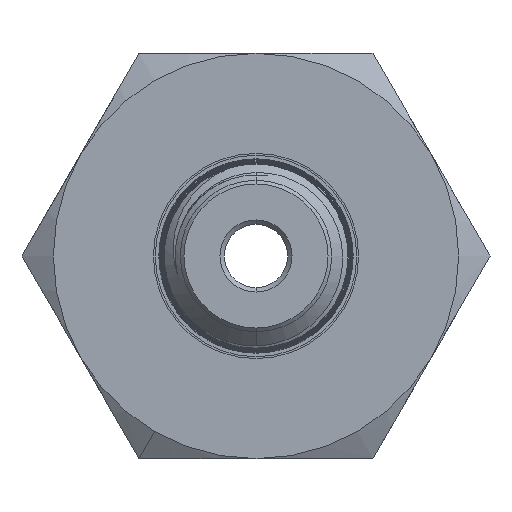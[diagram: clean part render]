
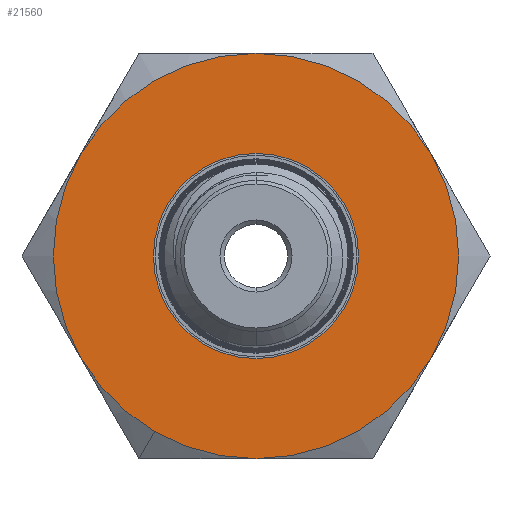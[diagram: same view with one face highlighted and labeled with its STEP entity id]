
A CAD part, left-side view. The second image highlights one B-rep face of the part: STEP entity #21560.
In plain terms, the highlighted planar face has unit normal (-1, 0, 0).
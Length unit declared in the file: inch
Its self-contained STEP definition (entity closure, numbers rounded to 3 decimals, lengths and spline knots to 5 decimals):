
#121 = DIRECTION ( 'NONE',  ( -1., 0., 0. ) ) ;
#233 = CARTESIAN_POINT ( 'NONE',  ( -0.47225, 0., 0. ) ) ;
#431 = CARTESIAN_POINT ( 'NONE',  ( -0.47225, 0., 0. ) ) ;
#528 = CIRCLE ( 'NONE', #6036, 0.5625 ) ;
#659 = CARTESIAN_POINT ( 'NONE',  ( -0.47225, 0., 0. ) ) ;
#1094 = PLANE ( 'NONE',  #2658 ) ;
#1108 = EDGE_CURVE ( 'NONE', #5183, #12192, #20726, .T. ) ;
#1795 = VERTEX_POINT ( 'NONE', #10582 ) ;
#1897 = DIRECTION ( 'NONE',  ( 1., 0., 0. ) ) ;
#2658 = AXIS2_PLACEMENT_3D ( 'NONE', #17761, #9726, #9953 ) ;
#3092 = EDGE_CURVE ( 'NONE', #9566, #5086, #8733, .T. ) ;
#3216 = EDGE_CURVE ( 'NONE', #17604, #5183, #6892, .T. ) ;
#3723 = ORIENTED_EDGE ( 'NONE', *, *, #1108, .T. ) ;
#3732 = DIRECTION ( 'NONE',  ( 0., 0., -1. ) ) ;
#3819 = FACE_OUTER_BOUND ( 'NONE', #19545, .T. ) ;
#4030 = DIRECTION ( 'NONE',  ( 0., 1., 0. ) ) ;
#4645 = CARTESIAN_POINT ( 'NONE',  ( -0.47225, 0.28475, 0. ) ) ;
#4921 = CARTESIAN_POINT ( 'NONE',  ( -0.47225, 0., 0. ) ) ;
#5086 = VERTEX_POINT ( 'NONE', #9962 ) ;
#5183 = VERTEX_POINT ( 'NONE', #16510 ) ;
#5920 = CARTESIAN_POINT ( 'NONE',  ( -0.47225, -0.48714, -0.28125 ) ) ;
#5935 = CARTESIAN_POINT ( 'NONE',  ( -0.47225, 0., 0.5625 ) ) ;
#6036 = AXIS2_PLACEMENT_3D ( 'NONE', #12021, #121, #11729 ) ;
#6362 = CARTESIAN_POINT ( 'NONE',  ( -0.47225, 0.48714, 0.28125 ) ) ;
#6421 = EDGE_LOOP ( 'NONE', ( #12618, #6774 ) ) ;
#6774 = ORIENTED_EDGE ( 'NONE', *, *, #15504, .T. ) ;
#6892 = CIRCLE ( 'NONE', #7724, 0.5625 ) ;
#6928 = CIRCLE ( 'NONE', #19870, 0.28475 ) ;
#7129 = CIRCLE ( 'NONE', #18215, 0.5625 ) ;
#7636 = CARTESIAN_POINT ( 'NONE',  ( -0.47225, 0., 0. ) ) ;
#7724 = AXIS2_PLACEMENT_3D ( 'NONE', #21546, #18410, #18285 ) ;
#8017 = DIRECTION ( 'NONE',  ( 1., 0., 0. ) ) ;
#8298 = DIRECTION ( 'NONE',  ( -1., 0., 0. ) ) ;
#8713 = ORIENTED_EDGE ( 'NONE', *, *, #14388, .F. ) ;
#8733 = CIRCLE ( 'NONE', #15226, 0.5625 ) ;
#9163 = EDGE_CURVE ( 'NONE', #10604, #21206, #10394, .T. ) ;
#9276 = DIRECTION ( 'NONE',  ( -1., 0., 0. ) ) ;
#9429 = ORIENTED_EDGE ( 'NONE', *, *, #3216, .T. ) ;
#9551 = AXIS2_PLACEMENT_3D ( 'NONE', #431, #13707, #3732 ) ;
#9566 = VERTEX_POINT ( 'NONE', #6362 ) ;
#9726 = DIRECTION ( 'NONE',  ( 1., 0., 0. ) ) ;
#9863 = EDGE_CURVE ( 'NONE', #1795, #15852, #528, .T. ) ;
#9953 = DIRECTION ( 'NONE',  ( 0., 0., -1. ) ) ;
#9962 = CARTESIAN_POINT ( 'NONE',  ( -0.47225, 0.5625, 0. ) ) ;
#10394 = CIRCLE ( 'NONE', #16375, 0.28475 ) ;
#10467 = DIRECTION ( 'NONE',  ( 0., 1., 0. ) ) ;
#10582 = CARTESIAN_POINT ( 'NONE',  ( -0.47225, 0.48714, -0.28125 ) ) ;
#10604 = VERTEX_POINT ( 'NONE', #4645 ) ;
#11004 = CIRCLE ( 'NONE', #13723, 0.5625 ) ;
#11228 = DIRECTION ( 'NONE',  ( 0., 0., -1. ) ) ;
#11404 = ORIENTED_EDGE ( 'NONE', *, *, #3092, .T. ) ;
#11729 = DIRECTION ( 'NONE',  ( 0., 0., -1. ) ) ;
#11744 = CIRCLE ( 'NONE', #9551, 0.5625 ) ;
#11910 = CARTESIAN_POINT ( 'NONE',  ( -0.47225, -0.28475, 0. ) ) ;
#12021 = CARTESIAN_POINT ( 'NONE',  ( -0.47225, 0., 0. ) ) ;
#12192 = VERTEX_POINT ( 'NONE', #5935 ) ;
#12314 = EDGE_CURVE ( 'NONE', #5086, #1795, #11004, .T. ) ;
#12618 = ORIENTED_EDGE ( 'NONE', *, *, #9163, .T. ) ;
#13707 = DIRECTION ( 'NONE',  ( -1., 0., 0. ) ) ;
#13723 = AXIS2_PLACEMENT_3D ( 'NONE', #4921, #8298, #16638 ) ;
#13787 = EDGE_CURVE ( 'NONE', #15852, #17604, #11744, .T. ) ;
#14388 = EDGE_CURVE ( 'NONE', #9566, #12192, #7129, .T. ) ;
#14440 = CARTESIAN_POINT ( 'NONE',  ( -0.47225, 0., 0. ) ) ;
#14744 = CARTESIAN_POINT ( 'NONE',  ( -0.47225, 0., 0. ) ) ;
#15060 = AXIS2_PLACEMENT_3D ( 'NONE', #14440, #16323, #11228 ) ;
#15120 = ORIENTED_EDGE ( 'NONE', *, *, #12314, .T. ) ;
#15226 = AXIS2_PLACEMENT_3D ( 'NONE', #7636, #9276, #17815 ) ;
#15360 = ORIENTED_EDGE ( 'NONE', *, *, #13787, .T. ) ;
#15504 = EDGE_CURVE ( 'NONE', #21206, #10604, #6928, .T. ) ;
#15852 = VERTEX_POINT ( 'NONE', #21114 ) ;
#16323 = DIRECTION ( 'NONE',  ( -1., 0., 0. ) ) ;
#16375 = AXIS2_PLACEMENT_3D ( 'NONE', #14744, #8017, #21226 ) ;
#16510 = CARTESIAN_POINT ( 'NONE',  ( -0.47225, -0.48714, 0.28125 ) ) ;
#16638 = DIRECTION ( 'NONE',  ( 0., 0., -1. ) ) ;
#17604 = VERTEX_POINT ( 'NONE', #5920 ) ;
#17695 = ORIENTED_EDGE ( 'NONE', *, *, #9863, .T. ) ;
#17761 = CARTESIAN_POINT ( 'NONE',  ( -0.47225, 0., 0. ) ) ;
#17815 = DIRECTION ( 'NONE',  ( 0., 0., -1. ) ) ;
#18215 = AXIS2_PLACEMENT_3D ( 'NONE', #233, #1897, #10467 ) ;
#18285 = DIRECTION ( 'NONE',  ( 0., 0., -1. ) ) ;
#18410 = DIRECTION ( 'NONE',  ( -1., 0., 0. ) ) ;
#18966 = DIRECTION ( 'NONE',  ( 1., 0., 0. ) ) ;
#19545 = EDGE_LOOP ( 'NONE', ( #17695, #15360, #9429, #3723, #8713, #11404, #15120 ) ) ;
#19870 = AXIS2_PLACEMENT_3D ( 'NONE', #659, #18966, #4030 ) ;
#20487 = FACE_BOUND ( 'NONE', #6421, .T. ) ;
#20726 = CIRCLE ( 'NONE', #15060, 0.5625 ) ;
#21114 = CARTESIAN_POINT ( 'NONE',  ( -0.47225, 0., -0.5625 ) ) ;
#21206 = VERTEX_POINT ( 'NONE', #11910 ) ;
#21226 = DIRECTION ( 'NONE',  ( 0., 1., 0. ) ) ;
#21546 = CARTESIAN_POINT ( 'NONE',  ( -0.47225, 0., 0. ) ) ;
#21560 = ADVANCED_FACE ( 'NONE', ( #20487, #3819 ), #1094, .F. ) ;
